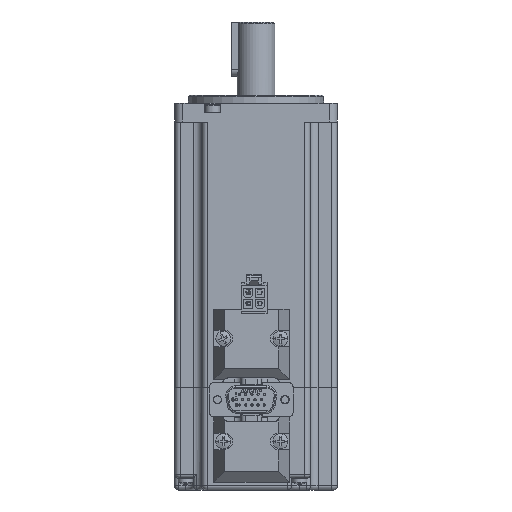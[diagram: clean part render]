
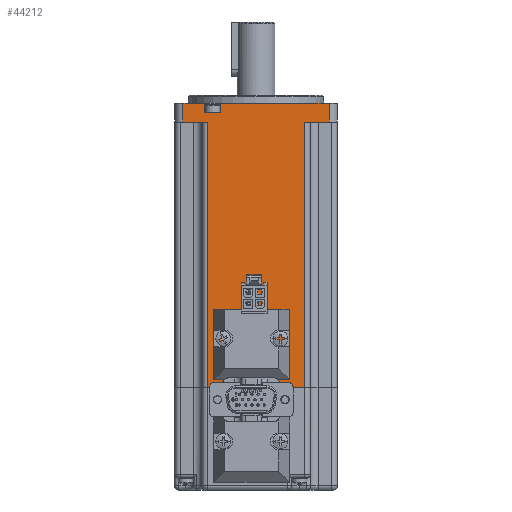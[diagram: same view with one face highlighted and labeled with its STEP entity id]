
A CAD part, front view. The second image highlights one B-rep face of the part: STEP entity #44212.
In plain terms, the highlighted planar face has unit normal (0, -1, 0).
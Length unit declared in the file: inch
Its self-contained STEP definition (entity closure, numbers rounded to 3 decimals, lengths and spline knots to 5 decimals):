
#114 = DIRECTION ( 'NONE',  ( 1., 0., 0. ) ) ;
#1033 = CARTESIAN_POINT ( 'NONE',  ( 11.54502, 0., -4.13386 ) ) ;
#1464 = VERTEX_POINT ( 'NONE', #10646 ) ;
#1895 = LINE ( 'NONE', #33739, #30754 ) ;
#2114 = DIRECTION ( 'NONE',  ( 1., 0., 0. ) ) ;
#2501 = CARTESIAN_POINT ( 'NONE',  ( 11.89935, 0., 0. ) ) ;
#3503 = VECTOR ( 'NONE', #18643, 39.37008 ) ;
#3718 = EDGE_CURVE ( 'NONE', #24227, #16052, #14111, .T. ) ;
#4056 = VECTOR ( 'NONE', #2114, 39.37008 ) ;
#4058 = LINE ( 'NONE', #38633, #12948 ) ;
#4587 = ORIENTED_EDGE ( 'NONE', *, *, #48488, .F. ) ;
#4591 = LINE ( 'NONE', #12784, #23444 ) ;
#5321 = CARTESIAN_POINT ( 'NONE',  ( 11.54502, 0., 0. ) ) ;
#6155 = CARTESIAN_POINT ( 'NONE',  ( 10.12769, 0., 0. ) ) ;
#7268 = VERTEX_POINT ( 'NONE', #37547 ) ;
#7277 = VERTEX_POINT ( 'NONE', #11229 ) ;
#7591 = VERTEX_POINT ( 'NONE', #32055 ) ;
#7767 = VERTEX_POINT ( 'NONE', #42716 ) ;
#7791 = ORIENTED_EDGE ( 'NONE', *, *, #13320, .F. ) ;
#8310 = VECTOR ( 'NONE', #9944, 39.37008 ) ;
#8469 = LINE ( 'NONE', #8629, #28491 ) ;
#8629 = CARTESIAN_POINT ( 'NONE',  ( 9.77336, 0., 0. ) ) ;
#9169 = EDGE_CURVE ( 'NONE', #20523, #7277, #13905, .T. ) ;
#9879 = ORIENTED_EDGE ( 'NONE', *, *, #9169, .T. ) ;
#9944 = DIRECTION ( 'NONE',  ( 0., 0., -1. ) ) ;
#10646 = CARTESIAN_POINT ( 'NONE',  ( 10.12769, 0., -4.13386 ) ) ;
#10785 = CARTESIAN_POINT ( 'NONE',  ( 10.08537, 0., -0.14173 ) ) ;
#11229 = CARTESIAN_POINT ( 'NONE',  ( 11.89935, 0., -0.27559 ) ) ;
#12489 = LINE ( 'NONE', #14571, #32433 ) ;
#12741 = VECTOR ( 'NONE', #114, 39.37008 ) ;
#12784 = CARTESIAN_POINT ( 'NONE',  ( 10.32159, 0., -0.14173 ) ) ;
#12948 = VECTOR ( 'NONE', #19907, 39.37008 ) ;
#13320 = EDGE_CURVE ( 'NONE', #25086, #1464, #1895, .T. ) ;
#13506 = ORIENTED_EDGE ( 'NONE', *, *, #45437, .T. ) ;
#13905 = LINE ( 'NONE', #45181, #12741 ) ;
#14111 = LINE ( 'NONE', #39639, #4056 ) ;
#14316 = ORIENTED_EDGE ( 'NONE', *, *, #32357, .F. ) ;
#14571 = CARTESIAN_POINT ( 'NONE',  ( 10.08537, 0., -0.14173 ) ) ;
#15972 = CARTESIAN_POINT ( 'NONE',  ( 11.89935, 0., 0. ) ) ;
#16052 = VERTEX_POINT ( 'NONE', #29926 ) ;
#17799 = VERTEX_POINT ( 'NONE', #33526 ) ;
#18394 = LINE ( 'NONE', #6155, #8310 ) ;
#18528 = LINE ( 'NONE', #5321, #27284 ) ;
#18643 = DIRECTION ( 'NONE',  ( 1., 0., 0. ) ) ;
#18888 = AXIS2_PLACEMENT_3D ( 'NONE', #44458, #21952, #48214 ) ;
#19907 = DIRECTION ( 'NONE',  ( 1., 0., 0. ) ) ;
#19931 = EDGE_CURVE ( 'NONE', #16052, #1464, #18394, .T. ) ;
#20523 = VERTEX_POINT ( 'NONE', #31026 ) ;
#20723 = EDGE_LOOP ( 'NONE', ( #14316, #28986, #32978, #13506, #4587, #24029, #25066, #45824, #7791, #34246, #9879, #39167 ) ) ;
#21165 = EDGE_CURVE ( 'NONE', #25086, #20523, #18528, .T. ) ;
#21952 = DIRECTION ( 'NONE',  ( 0., 1., 0. ) ) ;
#23071 = VERTEX_POINT ( 'NONE', #15972 ) ;
#23444 = VECTOR ( 'NONE', #46730, 39.37008 ) ;
#23799 = EDGE_CURVE ( 'NONE', #7767, #17799, #4591, .T. ) ;
#24029 = ORIENTED_EDGE ( 'NONE', *, *, #31351, .T. ) ;
#24227 = VERTEX_POINT ( 'NONE', #39150 ) ;
#25066 = ORIENTED_EDGE ( 'NONE', *, *, #3718, .T. ) ;
#25086 = VERTEX_POINT ( 'NONE', #1033 ) ;
#27284 = VECTOR ( 'NONE', #31780, 39.37008 ) ;
#27578 = LINE ( 'NONE', #44943, #37607 ) ;
#28491 = VECTOR ( 'NONE', #34951, 39.37008 ) ;
#28808 = DIRECTION ( 'NONE',  ( 0., 0., 1. ) ) ;
#28986 = ORIENTED_EDGE ( 'NONE', *, *, #23799, .F. ) ;
#28987 = PLANE ( 'NONE',  #18888 ) ;
#29005 = FACE_OUTER_BOUND ( 'NONE', #20723, .T. ) ;
#29365 = LINE ( 'NONE', #2501, #38198 ) ;
#29926 = CARTESIAN_POINT ( 'NONE',  ( 10.12769, 0., -0.27559 ) ) ;
#29949 = DIRECTION ( 'NONE',  ( -1., 0., 0. ) ) ;
#30754 = VECTOR ( 'NONE', #29949, 39.37008 ) ;
#31026 = CARTESIAN_POINT ( 'NONE',  ( 11.54502, 0., -0.27559 ) ) ;
#31351 = EDGE_CURVE ( 'NONE', #7591, #24227, #8469, .T. ) ;
#31780 = DIRECTION ( 'NONE',  ( 0., 0., 1. ) ) ;
#32055 = CARTESIAN_POINT ( 'NONE',  ( 9.77336, 0., 0. ) ) ;
#32357 = EDGE_CURVE ( 'NONE', #17799, #23071, #42336, .T. ) ;
#32433 = VECTOR ( 'NONE', #44456, 39.37008 ) ;
#32978 = ORIENTED_EDGE ( 'NONE', *, *, #40849, .F. ) ;
#33526 = CARTESIAN_POINT ( 'NONE',  ( 10.32159, 0., 0. ) ) ;
#33739 = CARTESIAN_POINT ( 'NONE',  ( 10.04895, 0., -4.13386 ) ) ;
#34246 = ORIENTED_EDGE ( 'NONE', *, *, #21165, .T. ) ;
#34951 = DIRECTION ( 'NONE',  ( 0., 0., -1. ) ) ;
#35390 = EDGE_CURVE ( 'NONE', #7277, #23071, #29365, .T. ) ;
#36539 = VERTEX_POINT ( 'NONE', #10785 ) ;
#37547 = CARTESIAN_POINT ( 'NONE',  ( 10.08537, 0., 0. ) ) ;
#37607 = VECTOR ( 'NONE', #45098, 39.37008 ) ;
#38198 = VECTOR ( 'NONE', #28808, 39.37008 ) ;
#38633 = CARTESIAN_POINT ( 'NONE',  ( 10.08537, 0., -0.14173 ) ) ;
#39150 = CARTESIAN_POINT ( 'NONE',  ( 9.77336, 0., -0.27559 ) ) ;
#39167 = ORIENTED_EDGE ( 'NONE', *, *, #35390, .T. ) ;
#39639 = CARTESIAN_POINT ( 'NONE',  ( 12.01746, 0., -0.27559 ) ) ;
#40849 = EDGE_CURVE ( 'NONE', #36539, #7767, #4058, .T. ) ;
#42336 = LINE ( 'NONE', #44904, #3503 ) ;
#42716 = CARTESIAN_POINT ( 'NONE',  ( 10.32159, 0., -0.14173 ) ) ;
#44212 = ADVANCED_FACE ( 'NONE', ( #29005 ), #28987, .F. ) ;
#44456 = DIRECTION ( 'NONE',  ( 0., 0., 1. ) ) ;
#44458 = CARTESIAN_POINT ( 'NONE',  ( 12.01746, 0., 0. ) ) ;
#44904 = CARTESIAN_POINT ( 'NONE',  ( 12.01746, 0., 0. ) ) ;
#44943 = CARTESIAN_POINT ( 'NONE',  ( 12.01746, 0., 0. ) ) ;
#45098 = DIRECTION ( 'NONE',  ( 1., 0., 0. ) ) ;
#45181 = CARTESIAN_POINT ( 'NONE',  ( 12.01746, 0., -0.27559 ) ) ;
#45437 = EDGE_CURVE ( 'NONE', #36539, #7268, #12489, .T. ) ;
#45824 = ORIENTED_EDGE ( 'NONE', *, *, #19931, .T. ) ;
#46730 = DIRECTION ( 'NONE',  ( 0., 0., 1. ) ) ;
#48214 = DIRECTION ( 'NONE',  ( 0., 0., -1. ) ) ;
#48488 = EDGE_CURVE ( 'NONE', #7591, #7268, #27578, .T. ) ;
